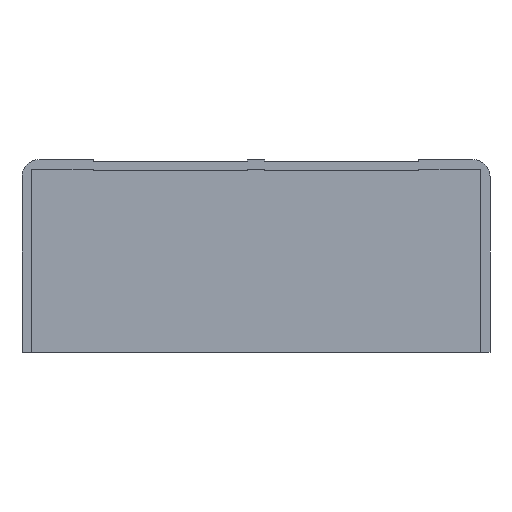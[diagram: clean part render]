
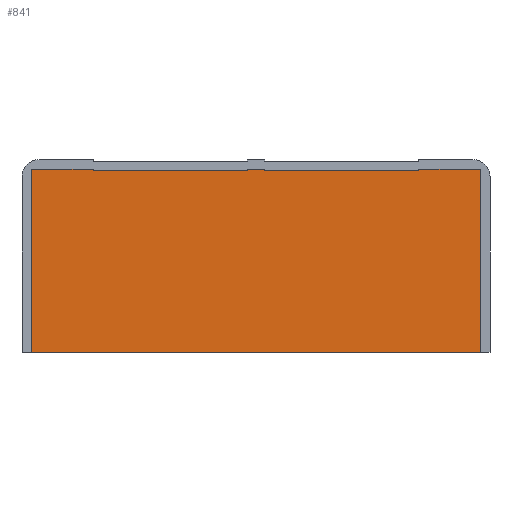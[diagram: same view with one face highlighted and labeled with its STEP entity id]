
A CAD part, left-side view. The second image highlights one B-rep face of the part: STEP entity #841.
In plain terms, the highlighted planar face has unit normal (-1, 0, 0).
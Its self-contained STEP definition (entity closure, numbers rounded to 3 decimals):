
#3 = ORIENTED_EDGE ( 'NONE', *, *, #6, .T. ) ;
#5 = VECTOR ( 'NONE', #770, 1000. ) ;
#6 = EDGE_CURVE ( 'NONE', #903, #342, #787, .T. ) ;
#16 = VERTEX_POINT ( 'NONE', #767 ) ;
#19 = CARTESIAN_POINT ( 'NONE',  ( -2., 7.5, 53.5 ) ) ;
#43 = EDGE_CURVE ( 'NONE', #342, #403, #910, .T. ) ;
#45 = EDGE_CURVE ( 'NONE', #352, #822, #501, .T. ) ;
#60 = DIRECTION ( 'NONE',  ( 0., 1., 0. ) ) ;
#62 = CARTESIAN_POINT ( 'NONE',  ( -2., -40.5, 53.5 ) ) ;
#65 = FACE_OUTER_BOUND ( 'NONE', #526, .T. ) ;
#69 = CARTESIAN_POINT ( 'NONE',  ( -2., 0., 0. ) ) ;
#84 = VECTOR ( 'NONE', #739, 1000. ) ;
#93 = DIRECTION ( 'NONE',  ( 0., 1., 0. ) ) ;
#99 = EDGE_CURVE ( 'NONE', #261, #516, #269, .T. ) ;
#108 = CARTESIAN_POINT ( 'NONE',  ( -2., 72.5, 53. ) ) ;
#127 = LINE ( 'NONE', #864, #84 ) ;
#132 = VECTOR ( 'NONE', #449, 1000. ) ;
#139 = PLANE ( 'NONE',  #441 ) ;
#201 = CARTESIAN_POINT ( 'NONE',  ( -2., -22.5, 53.5 ) ) ;
#220 = VECTOR ( 'NONE', #357, 1000. ) ;
#223 = CARTESIAN_POINT ( 'NONE',  ( -2., 22.5, 53.5 ) ) ;
#234 = DIRECTION ( 'NONE',  ( 0., 0., -1. ) ) ;
#258 = DIRECTION ( 'NONE',  ( 0., -1., 0. ) ) ;
#261 = VERTEX_POINT ( 'NONE', #223 ) ;
#264 = DIRECTION ( 'NONE',  ( 0., 0., 1. ) ) ;
#269 = LINE ( 'NONE', #302, #220 ) ;
#272 = CARTESIAN_POINT ( 'NONE',  ( -2., 27.5, 53. ) ) ;
#302 = CARTESIAN_POINT ( 'NONE',  ( -2., 42.5, 53.5 ) ) ;
#308 = DIRECTION ( 'NONE',  ( -1., 0., 0. ) ) ;
#309 = VECTOR ( 'NONE', #60, 1000. ) ;
#312 = CARTESIAN_POINT ( 'NONE',  ( -2., 72.5, 0. ) ) ;
#324 = CARTESIAN_POINT ( 'NONE',  ( -2., -22.5, 53. ) ) ;
#342 = VERTEX_POINT ( 'NONE', #201 ) ;
#352 = VERTEX_POINT ( 'NONE', #358 ) ;
#354 = EDGE_CURVE ( 'NONE', #473, #703, #740, .T. ) ;
#357 = DIRECTION ( 'NONE',  ( 0., 1., 0. ) ) ;
#358 = CARTESIAN_POINT ( 'NONE',  ( -2., -40.5, 0. ) ) ;
#365 = DIRECTION ( 'NONE',  ( 0., 1., 0. ) ) ;
#368 = VECTOR ( 'NONE', #736, 1000. ) ;
#375 = VECTOR ( 'NONE', #927, 1000. ) ;
#377 = CARTESIAN_POINT ( 'NONE',  ( -2., -22.5, 0. ) ) ;
#382 = CARTESIAN_POINT ( 'NONE',  ( -2., 40.5, 0. ) ) ;
#395 = EDGE_CURVE ( 'NONE', #822, #503, #667, .T. ) ;
#400 = VECTOR ( 'NONE', #258, 1000. ) ;
#403 = VERTEX_POINT ( 'NONE', #324 ) ;
#411 = VECTOR ( 'NONE', #879, 1000. ) ;
#419 = LINE ( 'NONE', #19, #400 ) ;
#430 = CARTESIAN_POINT ( 'NONE',  ( -2., 42.5, 53.5 ) ) ;
#441 = AXIS2_PLACEMENT_3D ( 'NONE', #69, #308, #264 ) ;
#449 = DIRECTION ( 'NONE',  ( 0., 0., -1. ) ) ;
#466 = LINE ( 'NONE', #749, #411 ) ;
#473 = VERTEX_POINT ( 'NONE', #693 ) ;
#501 = LINE ( 'NONE', #382, #551 ) ;
#503 = VERTEX_POINT ( 'NONE', #883 ) ;
#516 = VERTEX_POINT ( 'NONE', #757 ) ;
#521 = EDGE_CURVE ( 'NONE', #261, #16, #793, .T. ) ;
#524 = EDGE_CURVE ( 'NONE', #352, #903, #466, .T. ) ;
#526 = EDGE_LOOP ( 'NONE', ( #683, #569, #880, #918, #625, #849, #856, #832, #3, #755, #828, #724 ) ) ;
#551 = VECTOR ( 'NONE', #365, 1000. ) ;
#569 = ORIENTED_EDGE ( 'NONE', *, *, #602, .T. ) ;
#602 = EDGE_CURVE ( 'NONE', #516, #895, #808, .T. ) ;
#621 = EDGE_CURVE ( 'NONE', #16, #403, #127, .T. ) ;
#623 = LINE ( 'NONE', #660, #885 ) ;
#625 = ORIENTED_EDGE ( 'NONE', *, *, #744, .F. ) ;
#660 = CARTESIAN_POINT ( 'NONE',  ( -2., 27.5, 53. ) ) ;
#667 = LINE ( 'NONE', #900, #5 ) ;
#675 = EDGE_CURVE ( 'NONE', #895, #703, #623, .T. ) ;
#683 = ORIENTED_EDGE ( 'NONE', *, *, #99, .T. ) ;
#693 = CARTESIAN_POINT ( 'NONE',  ( -2., 72.5, 53.5 ) ) ;
#700 = VECTOR ( 'NONE', #234, 1000. ) ;
#703 = VERTEX_POINT ( 'NONE', #108 ) ;
#724 = ORIENTED_EDGE ( 'NONE', *, *, #521, .F. ) ;
#736 = DIRECTION ( 'NONE',  ( 0., 0., -1. ) ) ;
#739 = DIRECTION ( 'NONE',  ( 0., -1., 0. ) ) ;
#740 = LINE ( 'NONE', #312, #700 ) ;
#744 = EDGE_CURVE ( 'NONE', #503, #473, #419, .T. ) ;
#749 = CARTESIAN_POINT ( 'NONE',  ( -2., -40.5, 55.5 ) ) ;
#755 = ORIENTED_EDGE ( 'NONE', *, *, #43, .T. ) ;
#757 = CARTESIAN_POINT ( 'NONE',  ( -2., 27.5, 53.5 ) ) ;
#767 = CARTESIAN_POINT ( 'NONE',  ( -2., 22.5, 53. ) ) ;
#770 = DIRECTION ( 'NONE',  ( 0., 0., 1. ) ) ;
#787 = LINE ( 'NONE', #430, #309 ) ;
#793 = LINE ( 'NONE', #813, #368 ) ;
#808 = LINE ( 'NONE', #829, #375 ) ;
#813 = CARTESIAN_POINT ( 'NONE',  ( -2., 22.5, 0. ) ) ;
#822 = VERTEX_POINT ( 'NONE', #931 ) ;
#828 = ORIENTED_EDGE ( 'NONE', *, *, #621, .F. ) ;
#829 = CARTESIAN_POINT ( 'NONE',  ( -2., 27.5, 0. ) ) ;
#832 = ORIENTED_EDGE ( 'NONE', *, *, #524, .T. ) ;
#841 = ADVANCED_FACE ( 'NONE', ( #65 ), #139, .T. ) ;
#849 = ORIENTED_EDGE ( 'NONE', *, *, #395, .F. ) ;
#856 = ORIENTED_EDGE ( 'NONE', *, *, #45, .F. ) ;
#864 = CARTESIAN_POINT ( 'NONE',  ( -2., 22.5, 53. ) ) ;
#879 = DIRECTION ( 'NONE',  ( 0., 0., 1. ) ) ;
#880 = ORIENTED_EDGE ( 'NONE', *, *, #675, .T. ) ;
#883 = CARTESIAN_POINT ( 'NONE',  ( -2., 90.5, 53.5 ) ) ;
#885 = VECTOR ( 'NONE', #93, 1000. ) ;
#895 = VERTEX_POINT ( 'NONE', #272 ) ;
#900 = CARTESIAN_POINT ( 'NONE',  ( -2., 90.5, 55.5 ) ) ;
#903 = VERTEX_POINT ( 'NONE', #62 ) ;
#910 = LINE ( 'NONE', #377, #132 ) ;
#918 = ORIENTED_EDGE ( 'NONE', *, *, #354, .F. ) ;
#927 = DIRECTION ( 'NONE',  ( 0., 0., -1. ) ) ;
#931 = CARTESIAN_POINT ( 'NONE',  ( -2., 90.5, 0. ) ) ;
